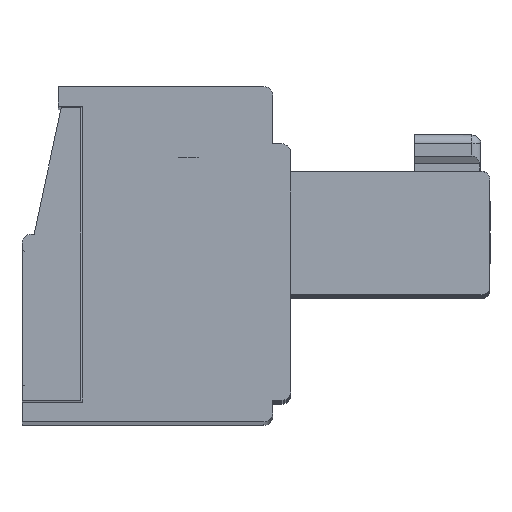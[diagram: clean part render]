
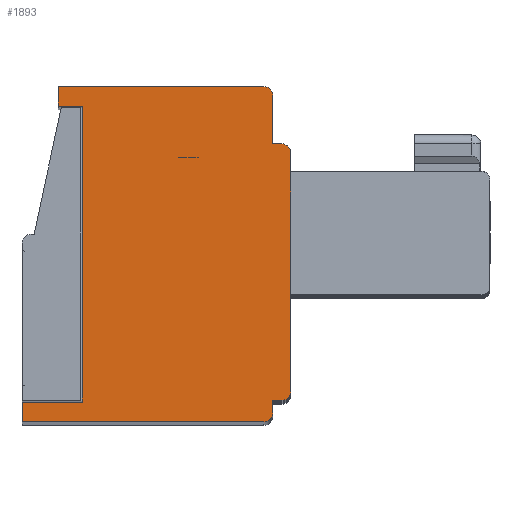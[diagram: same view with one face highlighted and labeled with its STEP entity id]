
A CAD part, top view. The second image highlights one B-rep face of the part: STEP entity #1893.
In plain terms, the highlighted planar face has unit normal (0, 0, 1).
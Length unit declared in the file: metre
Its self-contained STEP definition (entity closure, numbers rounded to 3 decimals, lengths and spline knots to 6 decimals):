
#1893=ADVANCED_FACE('',(#5413),#5414,.F.);
#5413=FACE_OUTER_BOUND('',#10782,.T.);
#5414=PLANE('',#10783);
#10782=EDGE_LOOP('',(#16572,#16573,#16574,#16575,#16576,#16577,#16578,#16579,#16580,#16581,#16582,#16583,#16584,#16585,#16586,#16587));
#10783=AXIS2_PLACEMENT_3D('',#16588,#16589,#16590);
#16572=ORIENTED_EDGE('',*,*,#31783,.T.);
#16573=ORIENTED_EDGE('',*,*,#31784,.T.);
#16574=ORIENTED_EDGE('',*,*,#31785,.T.);
#16575=ORIENTED_EDGE('',*,*,#31780,.T.);
#16576=ORIENTED_EDGE('',*,*,#31786,.T.);
#16577=ORIENTED_EDGE('',*,*,#31787,.F.);
#16578=ORIENTED_EDGE('',*,*,#31788,.T.);
#16579=ORIENTED_EDGE('',*,*,#31789,.T.);
#16580=ORIENTED_EDGE('',*,*,#31790,.T.);
#16581=ORIENTED_EDGE('',*,*,#31791,.T.);
#16582=ORIENTED_EDGE('',*,*,#31792,.T.);
#16583=ORIENTED_EDGE('',*,*,#31793,.T.);
#16584=ORIENTED_EDGE('',*,*,#31794,.T.);
#16585=ORIENTED_EDGE('',*,*,#31795,.F.);
#16586=ORIENTED_EDGE('',*,*,#31796,.T.);
#16587=ORIENTED_EDGE('',*,*,#31797,.T.);
#16588=CARTESIAN_POINT('',(0.013673,0.00851,0.065633));
#16589=DIRECTION('',(0.,0.,-1.0));
#16590=DIRECTION('',(0.0,-1.0,0.));
#31780=EDGE_CURVE('',#38070,#38068,#38071,.T.);
#31783=EDGE_CURVE('',#38074,#38075,#38076,.T.);
#31784=EDGE_CURVE('',#38075,#38077,#38078,.T.);
#31785=EDGE_CURVE('',#38077,#38070,#38079,.T.);
#31786=EDGE_CURVE('',#38068,#38080,#38081,.T.);
#31787=EDGE_CURVE('',#38082,#38080,#38083,.T.);
#31788=EDGE_CURVE('',#38082,#38084,#38085,.T.);
#31789=EDGE_CURVE('',#38084,#38086,#38087,.T.);
#31790=EDGE_CURVE('',#38086,#38088,#38089,.T.);
#31791=EDGE_CURVE('',#38088,#38090,#38091,.T.);
#31792=EDGE_CURVE('',#38090,#38092,#38093,.T.);
#31793=EDGE_CURVE('',#38092,#38094,#38095,.T.);
#31794=EDGE_CURVE('',#38094,#38096,#38097,.T.);
#31795=EDGE_CURVE('',#38098,#38096,#38099,.T.);
#31796=EDGE_CURVE('',#38098,#38100,#38101,.T.);
#31797=EDGE_CURVE('',#38100,#38074,#38102,.T.);
#38068=VERTEX_POINT('',#47415);
#38070=VERTEX_POINT('',#47418);
#38071=LINE('',#47419,#47420);
#38074=VERTEX_POINT('',#47424);
#38075=VERTEX_POINT('',#47425);
#38076=LINE('',#47426,#47427);
#38077=VERTEX_POINT('',#47428);
#38078=CIRCLE('',#47429,0.0003);
#38079=LINE('',#47430,#47431);
#38080=VERTEX_POINT('',#47432);
#38081=CIRCLE('',#47433,0.0003);
#38082=VERTEX_POINT('',#47434);
#38083=LINE('',#47435,#47436);
#38084=VERTEX_POINT('',#47437);
#38085=CIRCLE('',#47438,0.0003);
#38086=VERTEX_POINT('',#47439);
#38087=LINE('',#47440,#47441);
#38088=VERTEX_POINT('',#47442);
#38089=LINE('',#47443,#47444);
#38090=VERTEX_POINT('',#47445);
#38091=CIRCLE('',#47446,0.0003);
#38092=VERTEX_POINT('',#47447);
#38093=LINE('',#47448,#47449);
#38094=VERTEX_POINT('',#47450);
#38095=LINE('',#47451,#47452);
#38096=VERTEX_POINT('',#47453);
#38097=LINE('',#47454,#47455);
#38098=VERTEX_POINT('',#47456);
#38099=LINE('',#47457,#47458);
#38100=VERTEX_POINT('',#47459);
#38101=LINE('',#47460,#47461);
#38102=LINE('',#47462,#47463);
#47415=CARTESIAN_POINT('',(0.007073,0.00121,0.065633));
#47418=CARTESIAN_POINT('',(0.006773,0.00121,0.065633));
#47419=CARTESIAN_POINT('',(0.013673,0.00121,0.065633));
#47420=VECTOR('',#60026,1.0);
#47424=CARTESIAN_POINT('',(-0.001527,0.00051,0.065633));
#47425=CARTESIAN_POINT('',(0.006473,0.00051,0.065633));
#47426=CARTESIAN_POINT('',(0.013673,0.00051,0.065633));
#47427=VECTOR('',#60028,1.0);
#47428=CARTESIAN_POINT('',(0.006773,0.00081,0.065633));
#47429=AXIS2_PLACEMENT_3D('',#60029,#60030,#60031);
#47430=CARTESIAN_POINT('',(0.006773,0.00851,0.065633));
#47431=VECTOR('',#60032,1.0);
#47432=CARTESIAN_POINT('',(0.007373,0.00151,0.065633));
#47433=AXIS2_PLACEMENT_3D('',#60033,#60034,#60035);
#47434=CARTESIAN_POINT('',(0.007373,0.00941,0.065633));
#47435=CARTESIAN_POINT('',(0.007373,0.00941,0.065633));
#47436=VECTOR('',#60036,1.0);
#47437=CARTESIAN_POINT('',(0.007073,0.00971,0.065633));
#47438=AXIS2_PLACEMENT_3D('',#60037,#60038,#60039);
#47439=CARTESIAN_POINT('',(0.006773,0.00971,0.065633));
#47440=CARTESIAN_POINT('',(0.006773,0.00971,0.065633));
#47441=VECTOR('',#60040,1.0);
#47442=CARTESIAN_POINT('',(0.006773,0.01131,0.065633));
#47443=CARTESIAN_POINT('',(0.006773,0.00851,0.065633));
#47444=VECTOR('',#60041,1.0);
#47445=CARTESIAN_POINT('',(0.006473,0.01161,0.065633));
#47446=AXIS2_PLACEMENT_3D('',#60042,#60043,#60044);
#47447=CARTESIAN_POINT('',(-0.000327,0.01161,0.065633));
#47448=CARTESIAN_POINT('',(0.013673,0.01161,0.065633));
#47449=VECTOR('',#60045,1.0);
#47450=CARTESIAN_POINT('',(-0.000327,0.01096,0.065633));
#47451=CARTESIAN_POINT('',(-0.000327,0.00851,0.065633));
#47452=VECTOR('',#60046,1.0);
#47453=CARTESIAN_POINT('',(0.000473,0.01096,0.065633));
#47454=CARTESIAN_POINT('',(0.013673,0.01096,0.065633));
#47455=VECTOR('',#60047,1.0);
#47456=CARTESIAN_POINT('',(0.000473,0.00116,0.065633));
#47457=CARTESIAN_POINT('',(0.000473,0.00116,0.065633));
#47458=VECTOR('',#60048,1.0);
#47459=CARTESIAN_POINT('',(-0.001527,0.00116,0.065633));
#47460=CARTESIAN_POINT('',(0.013673,0.00116,0.065633));
#47461=VECTOR('',#60049,1.0);
#47462=CARTESIAN_POINT('',(-0.001527,0.00851,0.065633));
#47463=VECTOR('',#60050,1.0);
#60026=DIRECTION('',(1.0,0.,0.));
#60028=DIRECTION('',(1.0,0.,0.));
#60029=CARTESIAN_POINT('',(0.006473,0.00081,0.065633));
#60030=DIRECTION('',(0.,0.,1.0));
#60031=DIRECTION('',(-1.0,0.,0.));
#60032=DIRECTION('',(0.,1.0,0.));
#60033=CARTESIAN_POINT('',(0.007073,0.00151,0.065633));
#60034=DIRECTION('',(0.,0.,1.0));
#60035=DIRECTION('',(-1.0,0.,0.));
#60036=DIRECTION('',(0.,-1.0,0.0));
#60037=CARTESIAN_POINT('',(0.007073,0.00941,0.065633));
#60038=DIRECTION('',(0.,0.,1.0));
#60039=DIRECTION('',(-1.0,0.0,0.));
#60040=DIRECTION('',(-1.0,0.,0.));
#60041=DIRECTION('',(0.,1.0,0.));
#60042=CARTESIAN_POINT('',(0.006473,0.01131,0.065633));
#60043=DIRECTION('',(0.,0.,1.0));
#60044=DIRECTION('',(-1.0,0.,0.));
#60045=DIRECTION('',(-1.0,0.,0.));
#60046=DIRECTION('',(0.,-1.0,0.));
#60047=DIRECTION('',(1.0,0.,0.));
#60048=DIRECTION('',(0.,1.0,0.0));
#60049=DIRECTION('',(-1.0,0.,0.));
#60050=DIRECTION('',(0.,-1.0,0.));
